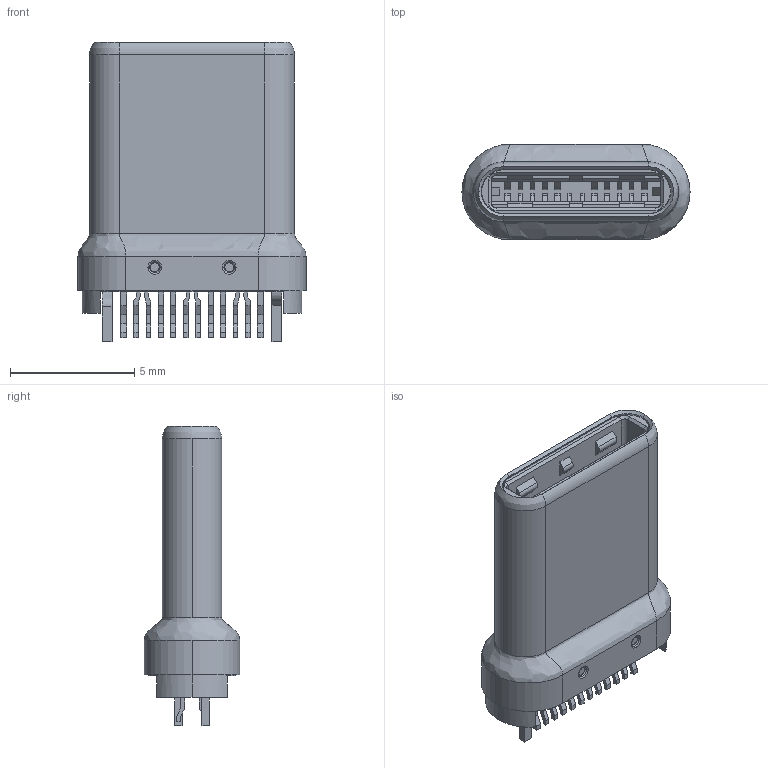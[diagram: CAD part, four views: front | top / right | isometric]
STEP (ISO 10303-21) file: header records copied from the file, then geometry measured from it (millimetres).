
FILE_DESCRIPTION(('STEP AP242'),'1');
FILE_NAME('105444-0001.stp','2021-01-19T13:15:50',('TraceParts'),('TraceParts S.A.'),'Spatial InterOp 3D',' ',' ');
FILE_SCHEMA(('AP242_MANAGED_MODEL_BASED_3D_ENGINEERING_MIM_LF {1 0 10303 442 1 1 4}'));
Length unit declared in the file: millimetre
Products named in the file (1): 105444-0001_1
Bounding box: 9.18 x 3.84 x 12.04 mm (x, y, z)
Volume: 185.2 mm3; surface area: 410.8 mm2
Topology: 1 solids, 1 shells, 659 faces, 1843 edges, 1340 vertices
Faces by surface type: plane 558, cylinder 67, torus 16, bspline 10, cone 8
Entity records: 21799 total; most frequent: CARTESIAN_POINT 4717, ORIENTED_EDGE 3494, DIRECTION 3317, EDGE_CURVE 1747, LINE 1637, VECTOR 1637, VERTEX_POINT 1148, AXIS2_PLACEMENT_3D 840
